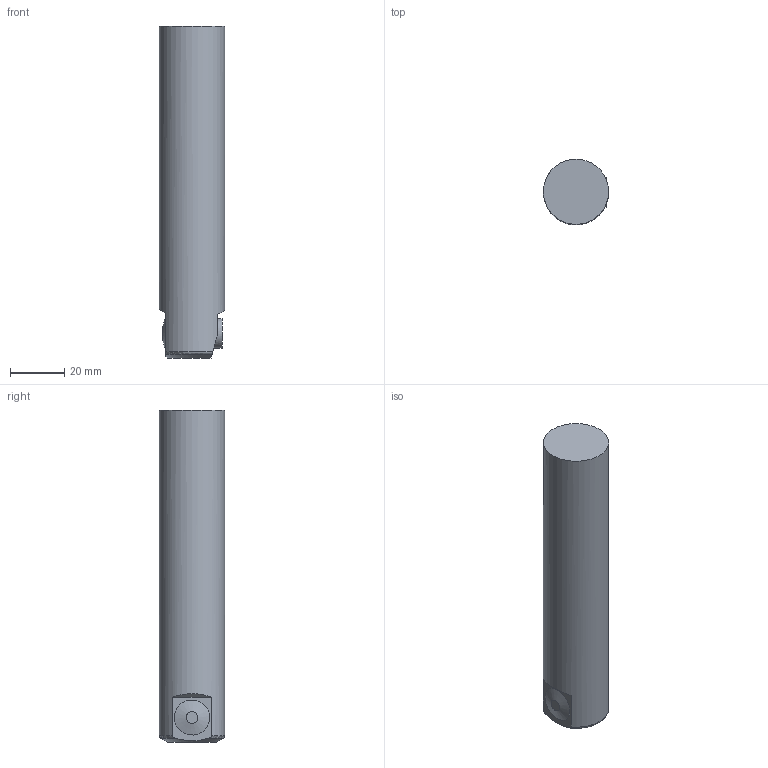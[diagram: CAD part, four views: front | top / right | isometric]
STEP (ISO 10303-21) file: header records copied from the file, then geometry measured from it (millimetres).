
FILE_DESCRIPTION((''),'1');
FILE_NAME('CK2-EWN25DP-125.stp','2020-10-29T05:54:29',(''),(''),'Spatial Interop R21 SP3','Kubotek KeyCreator 2011 V10.0.2 (22737)',' ');
FILE_SCHEMA(('automotive_design'));
Length unit declared in the file: millimetre
Products named in the file (1): 240[2]
Bounding box: 24 x 24 x 122 mm (x, y, z)
Volume: 54291.7 mm3; surface area: 10043.4 mm2
Topology: 1 solids, 1 shells, 22 faces, 58 edges, 39 vertices
Faces by surface type: plane 15, cylinder 3, cone 2, torus 2
Full cylindrical faces by diameter (mm): 11 x1, 12.9 x1, 24 x1
Entity records: 1228 total; most frequent: CARTESIAN_POINT 175, ORIENTED_EDGE 104, PRESENTATION_STYLE_ASSIGNMENT 98, DIRECTION 98, COLOUR_RGB 98, STYLED_ITEM 75, CURVE_STYLE 75, DRAUGHTING_PRE_DEFINED_CURVE_FONT 75
